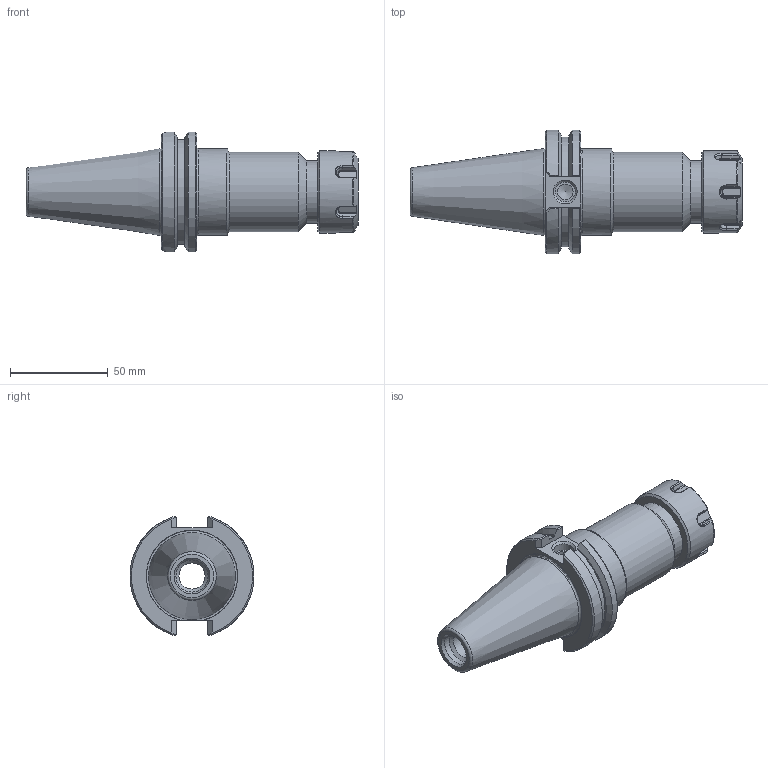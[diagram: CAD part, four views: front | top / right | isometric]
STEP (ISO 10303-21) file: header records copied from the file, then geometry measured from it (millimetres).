
FILE_DESCRIPTION(/* description */ ('SIMUL-FIT ER COLLET CHUCK'),/* implementation_level */ '2;1');
FILE_NAME(/* name */ 'C40F-25ERF400.stp',/* time_stamp */ '2017-01-20T11:42:57-05:00',/* author */ ('davhar'),/* organization */ (''),/* preprocessor_version */ 'ST-DEVELOPER v16.1',/* originating_system */ 'Autodesk Inventor 2016',/* authorisation */ '');
FILE_SCHEMA (('AUTOMOTIVE_DESIGN { 1 0 10303 214 3 1 1 }'));
Length unit declared in the file: inch
Products named in the file (3): C40F-25ER4-1; 25ERN; C40F-25ERF400
Assembly tree (2 placements, depth 2):
  C40F-25ERF400
    C40F-25ER4-1
    25ERN
Bounding box: 169.86 x 63.28 x 61.11 mm (x, y, z)
Volume: 182671 mm3; surface area: 39440.2 mm2
Topology: 2 solids, 2 shells, 160 faces, 409 edges, 258 vertices
Faces by surface type: plane 68, cylinder 34, cone 31, torus 17, bspline 10
Full cylindrical faces by diameter (mm): 8 x1, 10.135 x1, 13.386 x1, 15.748 x1, 16.459 x1, 18.034 x1, 20.32 x1, 30.5 x1, 32 x1, 32.88 x1, 40.513 x1, 42 x1, 44.45 x1
Entity records: 6461 total; most frequent: CARTESIAN_POINT 2873, ORIENTED_EDGE 734, DIRECTION 654, EDGE_CURVE 367, AXIS2_PLACEMENT_3D 262, VERTEX_POINT 250, EDGE_LOOP 203, FACE_OUTER_BOUND 160
